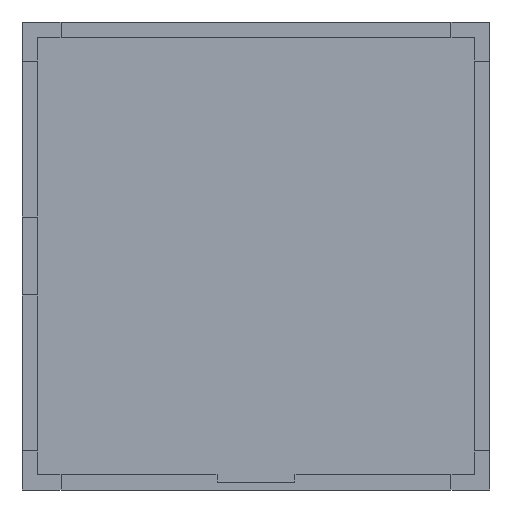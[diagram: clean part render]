
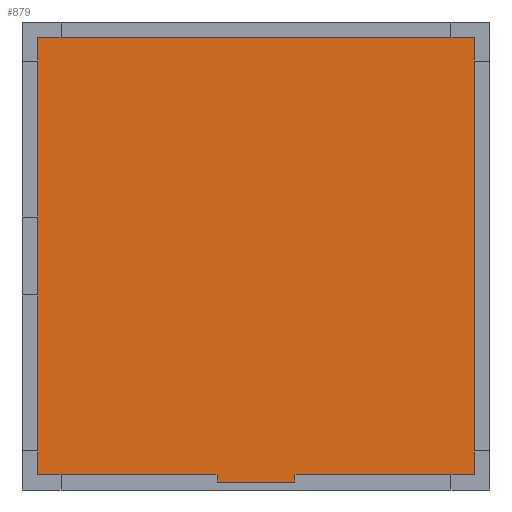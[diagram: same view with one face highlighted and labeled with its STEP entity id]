
A CAD part, front view. The second image highlights one B-rep face of the part: STEP entity #879.
In plain terms, the highlighted planar face has unit normal (0, -1, 0).
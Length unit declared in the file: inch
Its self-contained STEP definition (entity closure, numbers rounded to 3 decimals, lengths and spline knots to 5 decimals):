
#33=FACE_OUTER_BOUND('',#80,.T.);
#80=EDGE_LOOP('',(#605,#606,#607,#608,#609,#610,#611,#612));
#146=LINE('',#1259,#266);
#151=LINE('',#1268,#271);
#152=LINE('',#1270,#272);
#153=LINE('',#1272,#273);
#154=LINE('',#1274,#274);
#155=LINE('',#1276,#275);
#156=LINE('',#1278,#276);
#157=LINE('',#1279,#277);
#266=VECTOR('',#1009,0.56);
#271=VECTOR('',#1016,0.23);
#272=VECTOR('',#1017,0.01);
#273=VECTOR('',#1018,0.1);
#274=VECTOR('',#1019,0.01);
#275=VECTOR('',#1020,0.23);
#276=VECTOR('',#1021,0.56);
#277=VECTOR('',#1022,0.56);
#385=VERTEX_POINT('',#1256);
#386=VERTEX_POINT('',#1258);
#389=VERTEX_POINT('',#1267);
#390=VERTEX_POINT('',#1269);
#391=VERTEX_POINT('',#1271);
#392=VERTEX_POINT('',#1273);
#393=VERTEX_POINT('',#1275);
#394=VERTEX_POINT('',#1277);
#470=EDGE_CURVE('',#385,#386,#146,.T.);
#475=EDGE_CURVE('',#389,#385,#151,.T.);
#476=EDGE_CURVE('',#390,#389,#152,.T.);
#477=EDGE_CURVE('',#391,#390,#153,.T.);
#478=EDGE_CURVE('',#392,#391,#154,.T.);
#479=EDGE_CURVE('',#393,#392,#155,.T.);
#480=EDGE_CURVE('',#394,#393,#156,.T.);
#481=EDGE_CURVE('',#386,#394,#157,.T.);
#605=ORIENTED_EDGE('',*,*,#475,.F.);
#606=ORIENTED_EDGE('',*,*,#476,.F.);
#607=ORIENTED_EDGE('',*,*,#477,.F.);
#608=ORIENTED_EDGE('',*,*,#478,.F.);
#609=ORIENTED_EDGE('',*,*,#479,.F.);
#610=ORIENTED_EDGE('',*,*,#480,.F.);
#611=ORIENTED_EDGE('',*,*,#481,.F.);
#612=ORIENTED_EDGE('',*,*,#470,.F.);
#836=PLANE('',#928);
#879=ADVANCED_FACE('',(#33),#836,.F.);
#928=AXIS2_PLACEMENT_3D('',#1266,#1014,#1015);
#1009=DIRECTION('',(0.,0.,1.));
#1014=DIRECTION('center_axis',(0.,1.,0.));
#1015=DIRECTION('ref_axis',(0.,0.,1.));
#1016=DIRECTION('',(-1.,0.,0.));
#1017=DIRECTION('',(0.,0.,1.));
#1018=DIRECTION('',(-1.,0.,0.));
#1019=DIRECTION('',(0.,0.,-1.));
#1020=DIRECTION('',(-1.,0.,0.));
#1021=DIRECTION('',(0.,0.,-1.));
#1022=DIRECTION('',(1.,0.,0.));
#1256=CARTESIAN_POINT('',(-0.28,0.016,-0.28));
#1258=CARTESIAN_POINT('',(-0.28,0.016,0.28));
#1259=CARTESIAN_POINT('',(-0.28,0.016,-0.28));
#1266=CARTESIAN_POINT('Origin',(0.,0.016,0.));
#1267=CARTESIAN_POINT('',(-0.05,0.016,-0.28));
#1268=CARTESIAN_POINT('',(-0.05,0.016,-0.28));
#1269=CARTESIAN_POINT('',(-0.05,0.016,-0.29));
#1270=CARTESIAN_POINT('',(-0.05,0.016,-0.29));
#1271=CARTESIAN_POINT('',(0.05,0.016,-0.29));
#1272=CARTESIAN_POINT('',(0.05,0.016,-0.29));
#1273=CARTESIAN_POINT('',(0.05,0.016,-0.28));
#1274=CARTESIAN_POINT('',(0.05,0.016,-0.28));
#1275=CARTESIAN_POINT('',(0.28,0.016,-0.28));
#1276=CARTESIAN_POINT('',(0.28,0.016,-0.28));
#1277=CARTESIAN_POINT('',(0.28,0.016,0.28));
#1278=CARTESIAN_POINT('',(0.28,0.016,0.28));
#1279=CARTESIAN_POINT('',(-0.28,0.016,0.28));
